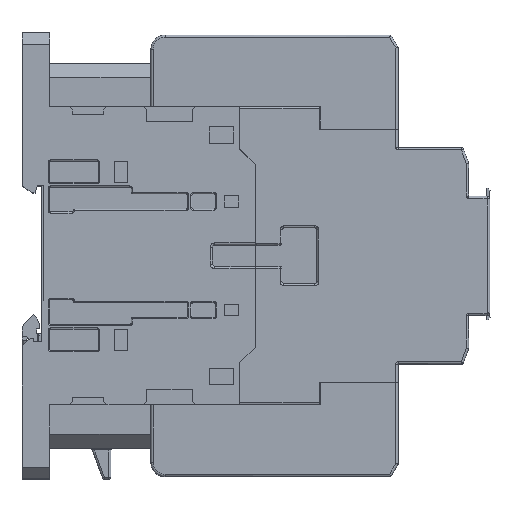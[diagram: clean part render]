
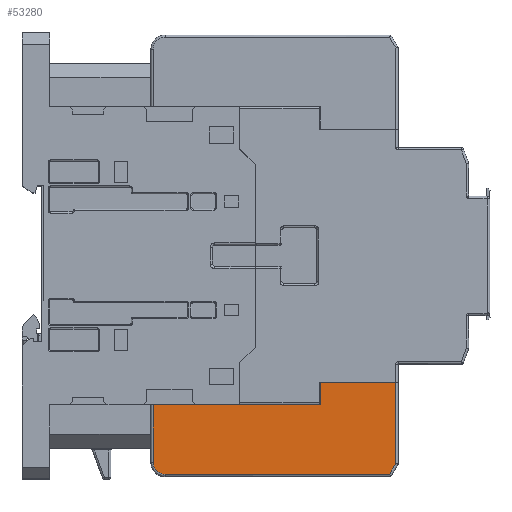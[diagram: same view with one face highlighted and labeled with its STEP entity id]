
A CAD part, top view. The second image highlights one B-rep face of the part: STEP entity #53280.
In plain terms, the highlighted planar face has unit normal (0, 0, 1).
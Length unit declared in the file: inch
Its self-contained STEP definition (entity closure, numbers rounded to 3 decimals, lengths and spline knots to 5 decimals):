
#448 = VERTEX_POINT ( 'NONE', #51250 ) ;
#2385 = CARTESIAN_POINT ( 'NONE',  ( 1.25197, -2.13386, 1.05906 ) ) ;
#2548 = EDGE_CURVE ( 'NONE', #55932, #80755, #68135, .T. ) ;
#6322 = VERTEX_POINT ( 'NONE', #13604 ) ;
#6359 = CARTESIAN_POINT ( 'NONE',  ( 3.59055, -1.20276, 1.05906 ) ) ;
#9065 = EDGE_LOOP ( 'NONE', ( #38802, #28510, #9849, #50486, #49082, #67301, #19963, #29901 ) ) ;
#9849 = ORIENTED_EDGE ( 'NONE', *, *, #21992, .F. ) ;
#11436 = CARTESIAN_POINT ( 'NONE',  ( 1.1063, -1.42913, 1.05906 ) ) ;
#13604 = CARTESIAN_POINT ( 'NONE',  ( 3.59055, -2.02517, 1.05906 ) ) ;
#13933 = VERTEX_POINT ( 'NONE', #25674 ) ;
#14434 = CARTESIAN_POINT ( 'NONE',  ( 1.18047, -2.13386, 1.05906 ) ) ;
#14869 = CARTESIAN_POINT ( 'NONE',  ( 1.12992, -2.01181, 1.05906 ) ) ;
#15670 =( BOUNDED_CURVE ( )  B_SPLINE_CURVE ( 3, ( #22651, #14434, #60770, #14869 ),
 .UNSPECIFIED., .F., .F. ) 
 B_SPLINE_CURVE_WITH_KNOTS ( ( 4, 4 ),
 ( 0., 1. ),
 .UNSPECIFIED. ) 
 CURVE ( )  GEOMETRIC_REPRESENTATION_ITEM ( )  RATIONAL_B_SPLINE_CURVE ( ( 0.957, 0.77, 0.77, 0.957 ) ) 
 REPRESENTATION_ITEM ( '' )  );
#18105 = CARTESIAN_POINT ( 'NONE',  ( 1.12992, -1.20276, 1.05906 ) ) ;
#18344 = VECTOR ( 'NONE', #47453, 39.37008 ) ;
#18679 = LINE ( 'NONE', #45114, #43478 ) ;
#19424 = EDGE_CURVE ( 'NONE', #6322, #73272, #65847, .T. ) ;
#19547 = DIRECTION ( 'NONE',  ( -0.5, -0.866, 0. ) ) ;
#19963 = ORIENTED_EDGE ( 'NONE', *, *, #61319, .F. ) ;
#21992 = EDGE_CURVE ( 'NONE', #80755, #6322, #28451, .T. ) ;
#22651 = CARTESIAN_POINT ( 'NONE',  ( 1.25197, -2.13386, 1.05906 ) ) ;
#25674 = CARTESIAN_POINT ( 'NONE',  ( 1.12992, -1.42913, 1.05906 ) ) ;
#26467 = VECTOR ( 'NONE', #19547, 39.37008 ) ;
#28291 = CARTESIAN_POINT ( 'NONE',  ( 1.12992, -1.20276, 1.05906 ) ) ;
#28451 = LINE ( 'NONE', #76030, #68719 ) ;
#28510 = ORIENTED_EDGE ( 'NONE', *, *, #19424, .F. ) ;
#29901 = ORIENTED_EDGE ( 'NONE', *, *, #81301, .F. ) ;
#34443 = CARTESIAN_POINT ( 'NONE',  ( 1.12992, -1.20276, 1.05906 ) ) ;
#38802 = ORIENTED_EDGE ( 'NONE', *, *, #70230, .F. ) ;
#43478 = VECTOR ( 'NONE', #80139, 39.37008 ) ;
#45114 = CARTESIAN_POINT ( 'NONE',  ( 1.12992, -2.13386, 1.05906 ) ) ;
#45824 = VECTOR ( 'NONE', #50441, 39.37008 ) ;
#46988 = DIRECTION ( 'NONE',  ( 1., 0., 0. ) ) ;
#47453 = DIRECTION ( 'NONE',  ( 0., 1., 0. ) ) ;
#49082 = ORIENTED_EDGE ( 'NONE', *, *, #84714, .F. ) ;
#50441 = DIRECTION ( 'NONE',  ( -1., 0., 0. ) ) ;
#50486 = ORIENTED_EDGE ( 'NONE', *, *, #2548, .F. ) ;
#51250 = CARTESIAN_POINT ( 'NONE',  ( 1.12992, -2.01181, 1.05906 ) ) ;
#52006 = AXIS2_PLACEMENT_3D ( 'NONE', #18105, #70912, #83951 ) ;
#53280 = ADVANCED_FACE ( 'NONE', ( #82658 ), #63129, .F. ) ;
#55932 = VERTEX_POINT ( 'NONE', #79064 ) ;
#58153 = CARTESIAN_POINT ( 'NONE',  ( 2.82677, -1.42913, 1.05906 ) ) ;
#58633 = LINE ( 'NONE', #11436, #45824 ) ;
#60770 = CARTESIAN_POINT ( 'NONE',  ( 1.12992, -2.0833, 1.05906 ) ) ;
#61069 = EDGE_CURVE ( 'NONE', #82479, #13933, #58633, .T. ) ;
#61319 = EDGE_CURVE ( 'NONE', #448, #13933, #68950, .T. ) ;
#62326 = VECTOR ( 'NONE', #69788, 39.37008 ) ;
#63129 = PLANE ( 'NONE',  #52006 ) ;
#65847 = LINE ( 'NONE', #78867, #26467 ) ;
#67301 = ORIENTED_EDGE ( 'NONE', *, *, #61069, .T. ) ;
#68135 = LINE ( 'NONE', #34443, #68379 ) ;
#68379 = VECTOR ( 'NONE', #46988, 39.37008 ) ;
#68719 = VECTOR ( 'NONE', #82119, 39.37008 ) ;
#68950 = LINE ( 'NONE', #28291, #62326 ) ;
#69788 = DIRECTION ( 'NONE',  ( 0., 1., 0. ) ) ;
#70038 = CARTESIAN_POINT ( 'NONE',  ( 3.5278, -2.13386, 1.05906 ) ) ;
#70230 = EDGE_CURVE ( 'NONE', #73272, #84802, #18679, .T. ) ;
#70912 = DIRECTION ( 'NONE',  ( 0., 0., -1. ) ) ;
#73272 = VERTEX_POINT ( 'NONE', #70038 ) ;
#76030 = CARTESIAN_POINT ( 'NONE',  ( 3.59055, -1.20276, 1.05906 ) ) ;
#78867 = CARTESIAN_POINT ( 'NONE',  ( 3.59055, -2.02517, 1.05906 ) ) ;
#79064 = CARTESIAN_POINT ( 'NONE',  ( 2.82677, -1.20276, 1.05906 ) ) ;
#79066 = LINE ( 'NONE', #85167, #18344 ) ;
#80139 = DIRECTION ( 'NONE',  ( -1., 0., 0. ) ) ;
#80755 = VERTEX_POINT ( 'NONE', #6359 ) ;
#81301 = EDGE_CURVE ( 'NONE', #84802, #448, #15670, .T. ) ;
#82119 = DIRECTION ( 'NONE',  ( 0., -1., 0. ) ) ;
#82479 = VERTEX_POINT ( 'NONE', #58153 ) ;
#82658 = FACE_OUTER_BOUND ( 'NONE', #9065, .T. ) ;
#83951 = DIRECTION ( 'NONE',  ( -1., 0., 0. ) ) ;
#84714 = EDGE_CURVE ( 'NONE', #82479, #55932, #79066, .T. ) ;
#84802 = VERTEX_POINT ( 'NONE', #2385 ) ;
#85167 = CARTESIAN_POINT ( 'NONE',  ( 2.82677, -1.20276, 1.05906 ) ) ;
